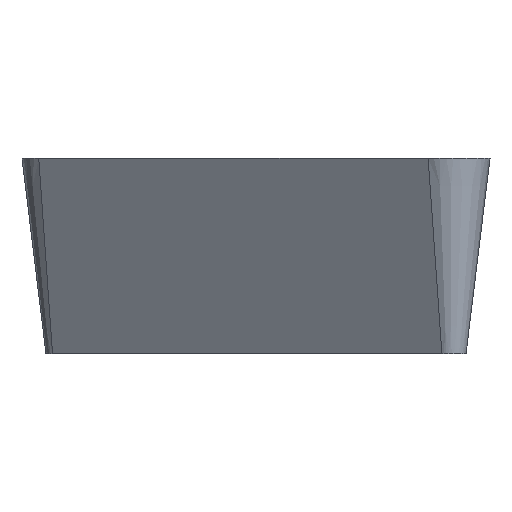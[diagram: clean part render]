
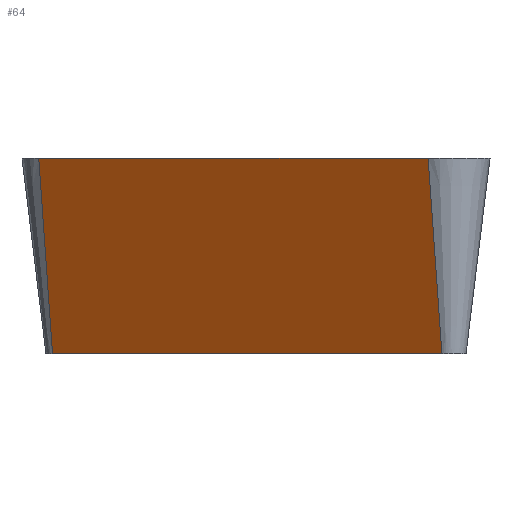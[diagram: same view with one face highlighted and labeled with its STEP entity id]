
A CAD part, left-side view. The second image highlights one B-rep face of the part: STEP entity #64.
In plain terms, the highlighted planar face has unit normal (-0.813, 0.569, -0.122).
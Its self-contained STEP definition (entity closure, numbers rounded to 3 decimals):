
#49=FACE_OUTER_BOUND('',#91,.T.);
#64=ADVANCED_FACE('',(#49),#78,.T.);
#78=PLANE('',#438);
#91=EDGE_LOOP('',(#133,#134,#135,#136));
#133=ORIENTED_EDGE('',*,*,#236,.T.);
#134=ORIENTED_EDGE('',*,*,#237,.T.);
#135=ORIENTED_EDGE('',*,*,#238,.T.);
#136=ORIENTED_EDGE('',*,*,#219,.T.);
#191=VERTEX_POINT('',#604);
#192=VERTEX_POINT('',#606);
#204=VERTEX_POINT('',#638);
#205=VERTEX_POINT('',#642);
#219=EDGE_CURVE('',#192,#191,#328,.T.);
#236=EDGE_CURVE('',#191,#204,#337,.T.);
#237=EDGE_CURVE('',#204,#205,#338,.T.);
#238=EDGE_CURVE('',#205,#192,#339,.T.);
#328=LINE('',#605,#352);
#337=LINE('',#639,#361);
#338=LINE('',#641,#362);
#339=LINE('',#643,#363);
#352=VECTOR('',#491,1.);
#361=VECTOR('',#524,1.);
#362=VECTOR('',#527,1.);
#363=VECTOR('',#528,1.);
#438=AXIS2_PLACEMENT_3D('',#644,#529,#530);
#491=DIRECTION('',(0.574,0.819,0.));
#524=DIRECTION('',(0.1,-0.07,-0.993));
#527=DIRECTION('',(-0.574,-0.819,0.));
#528=DIRECTION('',(-0.1,0.07,0.993));
#529=DIRECTION('',(-0.813,0.569,-0.122));
#530=DIRECTION('',(0.574,0.819,0.));
#604=CARTESIAN_POINT('',(-2.718,4.421,0.));
#605=CARTESIAN_POINT('',(-8.267,-3.504,0.));
#606=CARTESIAN_POINT('',(-8.267,-3.504,0.));
#638=CARTESIAN_POINT('',(-2.319,4.142,-3.97));
#639=CARTESIAN_POINT('',(-2.718,4.421,0.));
#641=CARTESIAN_POINT('',(-2.319,4.142,-3.97));
#642=CARTESIAN_POINT('',(-7.868,-3.783,-3.97));
#643=CARTESIAN_POINT('',(-7.868,-3.783,-3.97));
#644=CARTESIAN_POINT('',(-2.076,5.339,0.));
